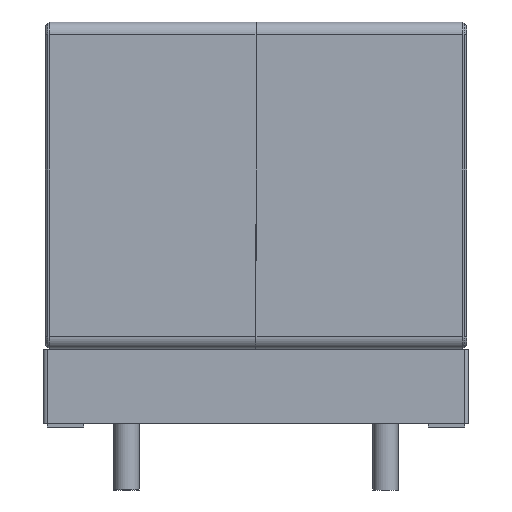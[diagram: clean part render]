
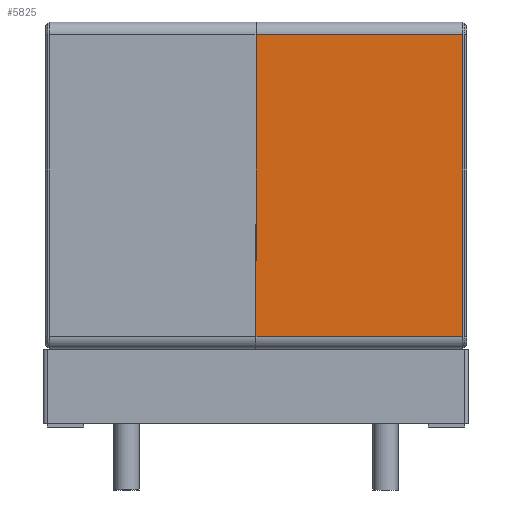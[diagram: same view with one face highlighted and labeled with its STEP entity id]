
A CAD part, left-side view. The second image highlights one B-rep face of the part: STEP entity #5825.
In plain terms, the highlighted planar face has unit normal (-1, 0, 0).
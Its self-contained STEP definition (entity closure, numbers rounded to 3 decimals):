
#598=LINE('',#8856,#1134);
#601=LINE('',#8870,#1137);
#616=LINE('',#8940,#1152);
#635=LINE('',#9005,#1171);
#1134=VECTOR('',#7285,1000.);
#1137=VECTOR('',#7296,1000.);
#1152=VECTOR('',#7369,1000.);
#1171=VECTOR('',#7446,1000.);
#2102=ORIENTED_EDGE('',*,*,#3395,.T.);
#2103=ORIENTED_EDGE('',*,*,#3468,.T.);
#2104=ORIENTED_EDGE('',*,*,#3389,.T.);
#2105=ORIENTED_EDGE('',*,*,#3429,.F.);
#3389=EDGE_CURVE('',#4139,#4140,#598,.F.);
#3395=EDGE_CURVE('',#4146,#4145,#601,.T.);
#3429=EDGE_CURVE('',#4146,#4140,#616,.T.);
#3468=EDGE_CURVE('',#4145,#4139,#635,.T.);
#4139=VERTEX_POINT('',#8857);
#4140=VERTEX_POINT('',#8858);
#4145=VERTEX_POINT('',#8869);
#4146=VERTEX_POINT('',#8871);
#4788=EDGE_LOOP('',(#2102,#2103,#2104,#2105));
#5206=FACE_BOUND('',#4788,.T.);
#5577=PLANE('',#6430);
#5825=ADVANCED_FACE('',(#5206),#5577,.F.);
#6430=AXIS2_PLACEMENT_3D('',#9004,#7444,#7445);
#7285=DIRECTION('',(0.,0.,-1.));
#7296=DIRECTION('',(0.,0.,-1.));
#7369=DIRECTION('',(0.,-1.,0.));
#7444=DIRECTION('',(1.,0.,0.));
#7445=DIRECTION('',(0.,0.,-1.));
#7446=DIRECTION('',(0.,-1.,0.));
#8856=CARTESIAN_POINT('',(-17.6,-12.,16.75));
#8857=CARTESIAN_POINT('',(-17.6,-12.,0.3));
#8858=CARTESIAN_POINT('',(-17.6,-12.,16.75));
#8869=CARTESIAN_POINT('',(-17.6,12.,0.3));
#8870=CARTESIAN_POINT('',(-17.6,12.,16.75));
#8871=CARTESIAN_POINT('',(-17.6,12.,16.75));
#8940=CARTESIAN_POINT('',(-17.6,13.,16.75));
#9004=CARTESIAN_POINT('',(-17.6,13.,16.75));
#9005=CARTESIAN_POINT('',(-17.6,12.,0.3));
